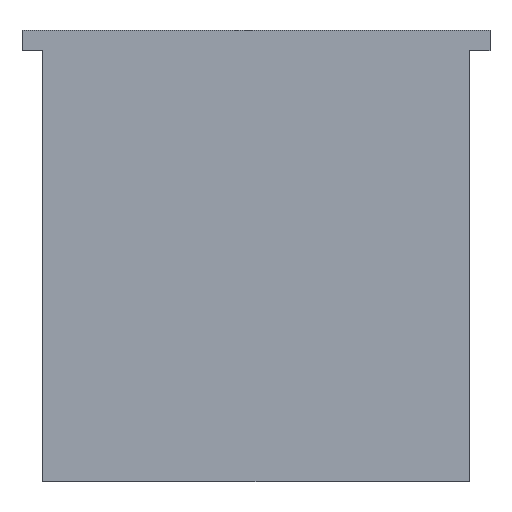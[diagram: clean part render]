
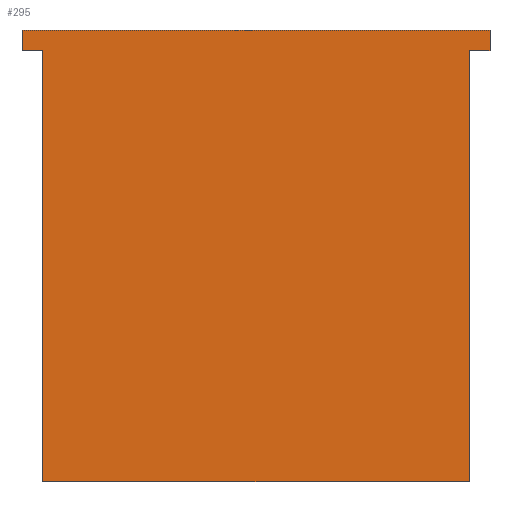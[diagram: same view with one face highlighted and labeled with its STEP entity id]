
A CAD part, front view. The second image highlights one B-rep face of the part: STEP entity #295.
In plain terms, the highlighted planar face has unit normal (0, -1, 0).
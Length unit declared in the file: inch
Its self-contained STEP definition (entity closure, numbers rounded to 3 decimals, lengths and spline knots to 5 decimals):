
#29=FACE_OUTER_BOUND('',#45,.T.);
#45=EDGE_LOOP('',(#242,#243,#244,#245,#246,#247,#248,#249));
#63=LINE('',#438,#99);
#67=LINE('',#445,#103);
#68=LINE('',#448,#104);
#72=LINE('',#455,#108);
#77=LINE('',#465,#113);
#78=LINE('',#467,#114);
#79=LINE('',#470,#115);
#81=LINE('',#473,#117);
#99=VECTOR('',#364,0.025);
#103=VECTOR('',#370,0.025);
#104=VECTOR('',#373,0.025);
#108=VECTOR('',#377,0.025);
#113=VECTOR('',#386,0.525);
#114=VECTOR('',#389,0.57);
#115=VECTOR('',#392,0.525);
#117=VECTOR('',#396,0.52);
#130=VERTEX_POINT('',#435);
#131=VERTEX_POINT('',#437);
#132=VERTEX_POINT('',#441);
#133=VERTEX_POINT('',#443);
#134=VERTEX_POINT('',#447);
#137=VERTEX_POINT('',#453);
#140=VERTEX_POINT('',#463);
#141=VERTEX_POINT('',#469);
#159=EDGE_CURVE('',#130,#131,#63,.T.);
#163=EDGE_CURVE('',#133,#132,#67,.T.);
#164=EDGE_CURVE('',#134,#131,#68,.T.);
#168=EDGE_CURVE('',#133,#137,#72,.T.);
#173=EDGE_CURVE('',#140,#137,#77,.T.);
#174=EDGE_CURVE('',#132,#130,#78,.T.);
#175=EDGE_CURVE('',#134,#141,#79,.T.);
#177=EDGE_CURVE('',#141,#140,#81,.T.);
#242=ORIENTED_EDGE('',*,*,#175,.F.);
#243=ORIENTED_EDGE('',*,*,#164,.T.);
#244=ORIENTED_EDGE('',*,*,#159,.F.);
#245=ORIENTED_EDGE('',*,*,#174,.F.);
#246=ORIENTED_EDGE('',*,*,#163,.F.);
#247=ORIENTED_EDGE('',*,*,#168,.T.);
#248=ORIENTED_EDGE('',*,*,#173,.F.);
#249=ORIENTED_EDGE('',*,*,#177,.F.);
#264=PLANE('',#330);
#295=ADVANCED_FACE('',(#29),#264,.F.);
#330=AXIS2_PLACEMENT_3D('',#474,#397,#398);
#364=DIRECTION('',(0.,0.,-1.));
#370=DIRECTION('',(0.,0.,1.));
#373=DIRECTION('',(1.,0.,0.));
#377=DIRECTION('',(1.,0.,0.));
#386=DIRECTION('',(0.,0.,1.));
#389=DIRECTION('',(1.,0.,0.));
#392=DIRECTION('',(0.,0.,-1.));
#396=DIRECTION('',(-1.,0.,0.));
#397=DIRECTION('center_axis',(0.,1.,0.));
#398=DIRECTION('ref_axis',(0.,0.,1.));
#435=CARTESIAN_POINT('',(0.285,0.,0.275));
#437=CARTESIAN_POINT('',(0.285,0.,0.25));
#438=CARTESIAN_POINT('',(0.285,0.,0.275));
#441=CARTESIAN_POINT('',(-0.285,0.,0.275));
#443=CARTESIAN_POINT('',(-0.285,0.,0.25));
#445=CARTESIAN_POINT('',(-0.285,0.,0.25));
#447=CARTESIAN_POINT('',(0.26,0.,0.25));
#448=CARTESIAN_POINT('',(0.26,0.,0.25));
#453=CARTESIAN_POINT('',(-0.26,0.,0.25));
#455=CARTESIAN_POINT('',(-0.285,0.,0.25));
#463=CARTESIAN_POINT('',(-0.26,0.,-0.275));
#465=CARTESIAN_POINT('',(-0.26,0.,-0.275));
#467=CARTESIAN_POINT('',(-0.285,0.,0.275));
#469=CARTESIAN_POINT('',(0.26,0.,-0.275));
#470=CARTESIAN_POINT('',(0.26,0.,0.25));
#473=CARTESIAN_POINT('',(0.26,0.,-0.275));
#474=CARTESIAN_POINT('Origin',(-0.26,0.,0.275));
